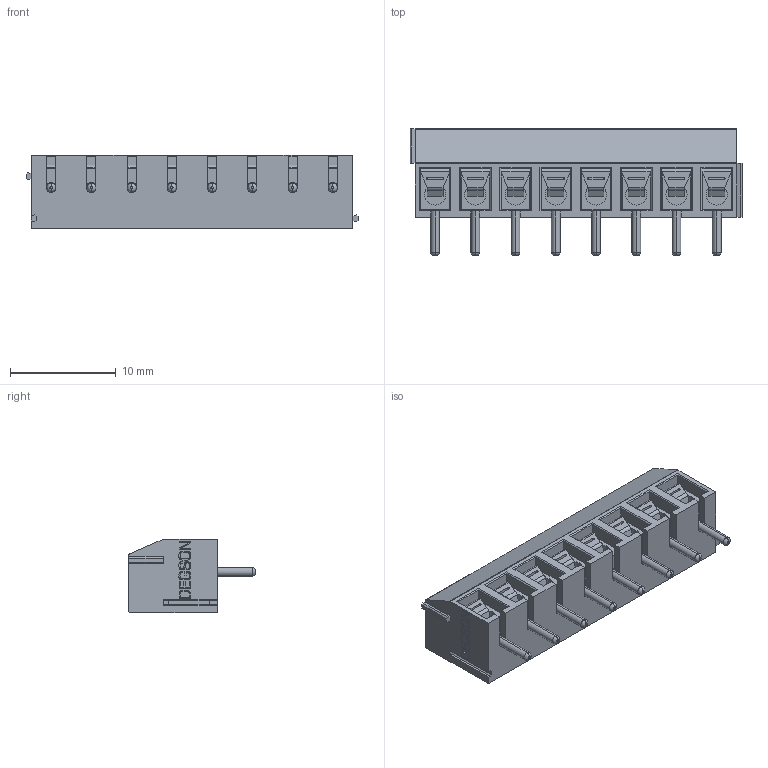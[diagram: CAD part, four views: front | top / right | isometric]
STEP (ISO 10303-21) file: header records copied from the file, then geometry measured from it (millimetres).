
FILE_DESCRIPTION (( 'STEP AP214' ), '1' );
FILE_NAME ('DG340-3.81-08P-12-00AH.STEP', '2017-04-29T16:52:08', ( 'SIG' ), ( '' ), 'SwSTEP 2.0', 'SolidWorks 2014', '' );
FILE_SCHEMA (( 'AUTOMOTIVE_DESIGN' ));
Length unit declared in the file: millimetre
Products named in the file (30): DG340-381_screw; DG340-381-klamper; DG340-381-spring; DG340-381; DG340-3.81-08P-12-00AH
Assembly tree (25 placements, depth 2):
  DG340-381_screw
  DG340-381-klamper
  DG340-381-spring
  DG340-381_screw
  DG340-381_screw
Bounding box: 31.44 x 12.01 x 7 mm (x, y, z)
Volume: 1299.5 mm3; surface area: 3582.6 mm2
Topology: 26 solids, 26 shells, 1254 faces, 3208 edges, 2078 vertices
Faces by surface type: plane 727, cylinder 241, bspline 168, torus 72, cone 46
Entity records: 40546 total; most frequent: CARTESIAN_POINT 15580, ORIENTED_EDGE 4260, DIRECTION 3402, EDGE_CURVE 2130, VECTOR 1508, LINE 1508, VERTEX_POINT 1385, AXIS2_PLACEMENT_3D 947
